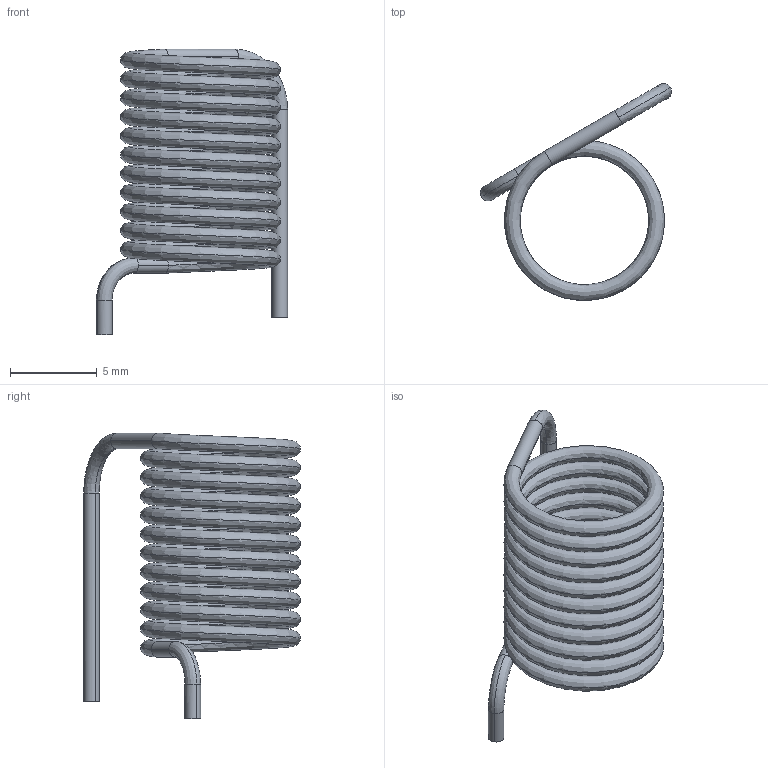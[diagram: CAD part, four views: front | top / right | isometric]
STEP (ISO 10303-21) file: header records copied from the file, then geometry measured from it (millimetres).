
FILE_DESCRIPTION(('FreeCAD Model'),'2;1');
FILE_NAME('L101_2.stp' ,'2016-01-27T22:41:20',('FreeCAD'),('FreeCAD'), 'Open CASCADE STEP processor 6.8','FreeCAD','Unknown');
FILE_SCHEMA(('AUTOMOTIVE_DESIGN_CC2 { 1 2 10303 214 -1 1 5 4 }'));
Length unit declared in the file: millimetre
Products named in the file (1): Open CASCADE STEP translator 6.8 346
Bounding box: 11 x 12.48 x 16.45 mm (x, y, z)
Volume: 199.8 mm3; surface area: 890.7 mm2
Topology: 1 solids, 1 shells, 16 faces, 38 edges, 24 vertices
Faces by surface type: bspline 14, plane 2
Entity records: 26410 total; most frequent: CARTESIAN_POINT 25929, B_SPLINE_CURVE_WITH_KNOTS 78, ORIENTED_EDGE 76, PCURVE 76, DEFINITIONAL_REPRESENTATION 76, EDGE_CURVE 38, SURFACE_CURVE 38, VERTEX_POINT 24
